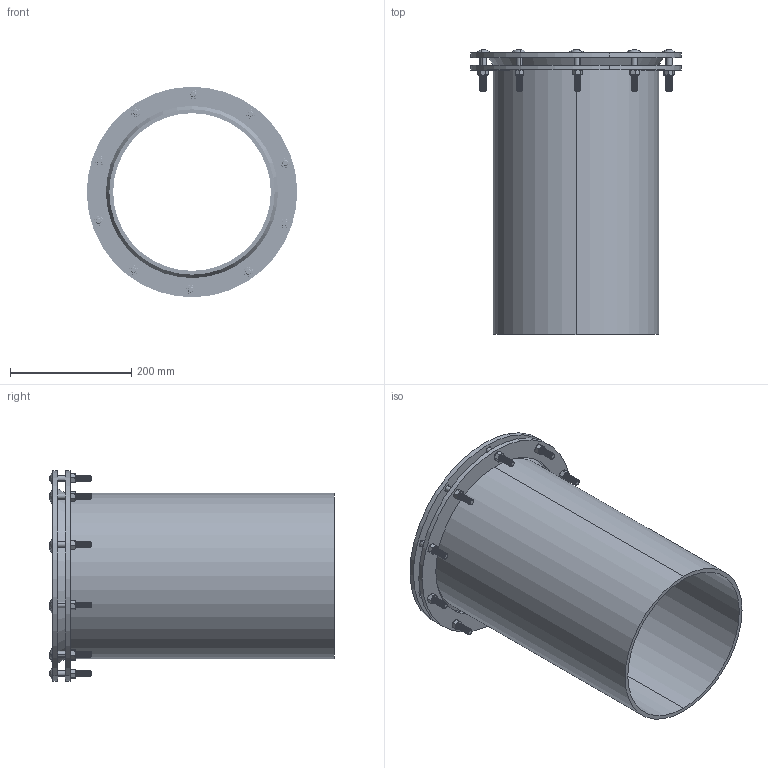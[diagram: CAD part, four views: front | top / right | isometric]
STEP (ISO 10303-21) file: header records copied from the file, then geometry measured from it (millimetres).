
FILE_DESCRIPTION (( 'STEP AP214' ), '1' );
FILE_NAME ('2005-10I.STEP', '2021-02-12T20:48:18', ( '' ), ( '' ), 'SwSTEP 2.0', 'SolidWorks 2021', '' );
FILE_SCHEMA (( 'AUTOMOTIVE_DESIGN' ));
Length unit declared in the file: inch
Products named in the file (6): Coupler Rings_1033-IW1000; Coupler Rings_1031-IL1000; 36306; 21867; 2005_2005-10I; 2005-10I
Assembly tree (23 placements, depth 2):
  2005-10I
    2005_2005-10I
    Coupler Rings_1031-IL1000
    Coupler Rings_1033-IW1000
    36306  x10
    21867  x10
Bounding box: 347.55 x 470.42 x 347.55 mm (x, y, z)
Volume: 3082020.6 mm3; surface area: 1017549.6 mm2
Topology: 33 solids, 33 shells, 1522 faces, 3794 edges, 2358 vertices
Faces by surface type: cylinder 792, cone 324, plane 296, sphere 80, bspline 30
Entity records: 15654 total; most frequent: CARTESIAN_POINT 9573, ORIENTED_EDGE 1270, DIRECTION 1084, EDGE_CURVE 635, VERTEX_POINT 405, LINE 376, VECTOR 376, AXIS2_PLACEMENT_3D 354
